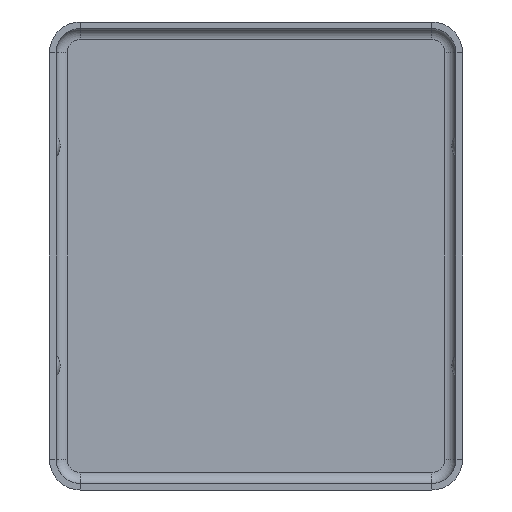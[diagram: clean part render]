
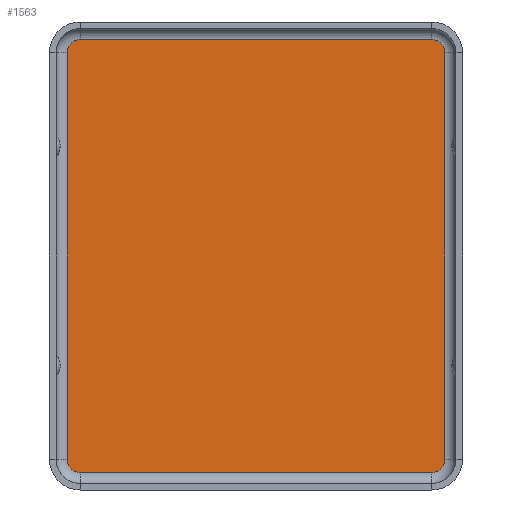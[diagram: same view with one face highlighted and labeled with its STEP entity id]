
A CAD part, front view. The second image highlights one B-rep face of the part: STEP entity #1563.
In plain terms, the highlighted planar face has unit normal (0, -1, 0).
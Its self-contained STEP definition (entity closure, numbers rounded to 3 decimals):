
#7 = CARTESIAN_POINT ( 'NONE',  ( 8., 0., -9.85 ) ) ;
#31 = DIRECTION ( 'NONE',  ( 0., -1., 0. ) ) ;
#69 = VECTOR ( 'NONE', #583, 1000. ) ;
#77 = DIRECTION ( 'NONE',  ( 0., -1., 0. ) ) ;
#87 = VECTOR ( 'NONE', #1025, 1000. ) ;
#97 = CARTESIAN_POINT ( 'NONE',  ( -8.6, 0., 9.25 ) ) ;
#104 = CARTESIAN_POINT ( 'NONE',  ( 8.6, 0., 9.25 ) ) ;
#138 = CARTESIAN_POINT ( 'NONE',  ( -8., 0., -9.85 ) ) ;
#191 = CIRCLE ( 'NONE', #1028, 0.6 ) ;
#200 = DIRECTION ( 'NONE',  ( 0., 0., -1. ) ) ;
#272 = AXIS2_PLACEMENT_3D ( 'NONE', #332, #939, #456 ) ;
#278 = EDGE_CURVE ( 'NONE', #531, #826, #907, .T. ) ;
#288 = EDGE_CURVE ( 'NONE', #1018, #985, #913, .T. ) ;
#287 = DIRECTION ( 'NONE',  ( 0., 0., -1. ) ) ;
#291 = DIRECTION ( 'NONE',  ( 0., 0., -1. ) ) ;
#295 = LINE ( 'NONE', #645, #1051 ) ;
#298 = EDGE_CURVE ( 'NONE', #1183, #1518, #295, .T. ) ;
#312 = DIRECTION ( 'NONE',  ( 0., 1., 0. ) ) ;
#332 = CARTESIAN_POINT ( 'NONE',  ( 8., 0., -9.25 ) ) ;
#348 = EDGE_CURVE ( 'NONE', #985, #1518, #191, .T. ) ;
#371 = CIRCLE ( 'NONE', #1133, 0.6 ) ;
#397 = CARTESIAN_POINT ( 'NONE',  ( -8.6, 0., 0. ) ) ;
#406 = DIRECTION ( 'NONE',  ( -1., 0., 0. ) ) ;
#411 = ORIENTED_EDGE ( 'NONE', *, *, #298, .F. ) ;
#428 = EDGE_CURVE ( 'NONE', #1049, #531, #371, .T. ) ;
#456 = DIRECTION ( 'NONE',  ( 0., 0., 1. ) ) ;
#483 = ORIENTED_EDGE ( 'NONE', *, *, #1264, .F. ) ;
#531 = VERTEX_POINT ( 'NONE', #1582 ) ;
#533 = EDGE_CURVE ( 'NONE', #1173, #1183, #1209, .T. ) ;
#583 = DIRECTION ( 'NONE',  ( 0., 0., -1. ) ) ;
#604 = ORIENTED_EDGE ( 'NONE', *, *, #288, .T. ) ;
#613 = FACE_OUTER_BOUND ( 'NONE', #1057, .T. ) ;
#622 = ORIENTED_EDGE ( 'NONE', *, *, #428, .T. ) ;
#645 = CARTESIAN_POINT ( 'NONE',  ( 8., 0., -9.85 ) ) ;
#667 = CARTESIAN_POINT ( 'NONE',  ( 8.6, 0., -9.25 ) ) ;
#674 = DIRECTION ( 'NONE',  ( 0., 0., -1. ) ) ;
#826 = VERTEX_POINT ( 'NONE', #1517 ) ;
#835 = CARTESIAN_POINT ( 'NONE',  ( 8.6, 0., 0. ) ) ;
#907 = LINE ( 'NONE', #1285, #87 ) ;
#913 = LINE ( 'NONE', #397, #922 ) ;
#922 = VECTOR ( 'NONE', #287, 1000. ) ;
#926 = ORIENTED_EDGE ( 'NONE', *, *, #348, .T. ) ;
#939 = DIRECTION ( 'NONE',  ( 0., 1., 0. ) ) ;
#985 = VERTEX_POINT ( 'NONE', #1619 ) ;
#1015 = CARTESIAN_POINT ( 'NONE',  ( -8., 0., -9.25 ) ) ;
#1018 = VERTEX_POINT ( 'NONE', #97 ) ;
#1025 = DIRECTION ( 'NONE',  ( -1., 0., 0. ) ) ;
#1028 = AXIS2_PLACEMENT_3D ( 'NONE', #1015, #1303, #1172 ) ;
#1049 = VERTEX_POINT ( 'NONE', #104 ) ;
#1051 = VECTOR ( 'NONE', #406, 1000. ) ;
#1057 = EDGE_LOOP ( 'NONE', ( #411, #1253, #1279, #622, #1380, #483, #604, #926 ) ) ;
#1108 = CIRCLE ( 'NONE', #1189, 0.6 ) ;
#1133 = AXIS2_PLACEMENT_3D ( 'NONE', #1338, #77, #200 ) ;
#1141 = AXIS2_PLACEMENT_3D ( 'NONE', #1383, #31, #291 ) ;
#1172 = DIRECTION ( 'NONE',  ( 0., 0., 1. ) ) ;
#1173 = VERTEX_POINT ( 'NONE', #667 ) ;
#1183 = VERTEX_POINT ( 'NONE', #7 ) ;
#1189 = AXIS2_PLACEMENT_3D ( 'NONE', #1449, #312, #674 ) ;
#1208 = LINE ( 'NONE', #835, #69 ) ;
#1209 = CIRCLE ( 'NONE', #272, 0.6 ) ;
#1253 = ORIENTED_EDGE ( 'NONE', *, *, #533, .F. ) ;
#1264 = EDGE_CURVE ( 'NONE', #1018, #826, #1108, .T. ) ;
#1272 = PLANE ( 'NONE',  #1141 ) ;
#1279 = ORIENTED_EDGE ( 'NONE', *, *, #1470, .F. ) ;
#1285 = CARTESIAN_POINT ( 'NONE',  ( 8., 0., 9.85 ) ) ;
#1303 = DIRECTION ( 'NONE',  ( 0., -1., 0. ) ) ;
#1338 = CARTESIAN_POINT ( 'NONE',  ( 8., 0., 9.25 ) ) ;
#1380 = ORIENTED_EDGE ( 'NONE', *, *, #278, .T. ) ;
#1383 = CARTESIAN_POINT ( 'NONE',  ( 8., 0., -9.25 ) ) ;
#1449 = CARTESIAN_POINT ( 'NONE',  ( -8., 0., 9.25 ) ) ;
#1470 = EDGE_CURVE ( 'NONE', #1049, #1173, #1208, .T. ) ;
#1517 = CARTESIAN_POINT ( 'NONE',  ( -8., 0., 9.85 ) ) ;
#1518 = VERTEX_POINT ( 'NONE', #138 ) ;
#1563 = ADVANCED_FACE ( 'NONE', ( #613 ), #1272, .T. ) ;
#1582 = CARTESIAN_POINT ( 'NONE',  ( 8., 0., 9.85 ) ) ;
#1619 = CARTESIAN_POINT ( 'NONE',  ( -8.6, 0., -9.25 ) ) ;
